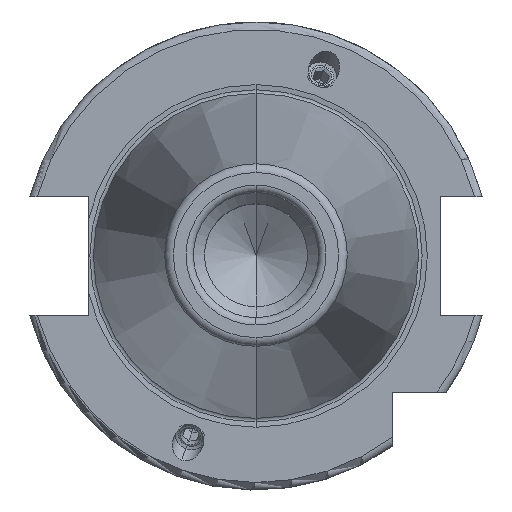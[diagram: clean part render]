
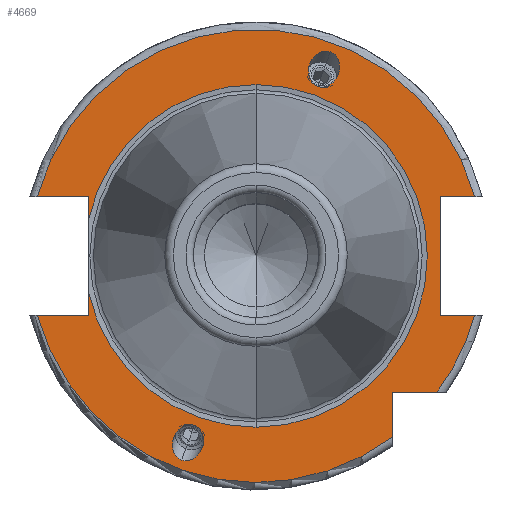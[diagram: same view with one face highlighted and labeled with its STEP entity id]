
A CAD part, top view. The second image highlights one B-rep face of the part: STEP entity #4669.
In plain terms, the highlighted planar face has unit normal (0, 0, 1).
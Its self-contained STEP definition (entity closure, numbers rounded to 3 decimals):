
#301=CARTESIAN_POINT('',(0,0,18.1));
#302=DIRECTION('',(0,0,1));
#303=DIRECTION('',(0,1,0));
#304=AXIS2_PLACEMENT_3D('',#301,#302,#303);
#314=CARTESIAN_POINT('',(0,0,18.1));
#315=DIRECTION('',(0,0,1));
#316=DIRECTION('',(-0.976,-0.22,0));
#317=AXIS2_PLACEMENT_3D('',#314,#315,#316);
#1312=CARTESIAN_POINT('',(0,0,18.1));
#1313=DIRECTION('',(0,0,1));
#1314=DIRECTION('',(0.965,0.262,0));
#1315=AXIS2_PLACEMENT_3D('',#1312,#1313,#1314);
#1363=CARTESIAN_POINT('',(0,0,18.1));
#1364=DIRECTION('',(0,0,1));
#1365=DIRECTION('',(-0.965,-0.262,0));
#1366=AXIS2_PLACEMENT_3D('',#1363,#1364,#1365);
#1379=DIRECTION('',(1,0,0));
#1380=VECTOR('',#1379,7.004);
#1381=CARTESIAN_POINT('',(-29.704,-8.05,18.1));
#1382=LINE('',#1381,#1380);
#1383=DIRECTION('',(0,1,0));
#1384=VECTOR('',#1383,2.939);
#1385=CARTESIAN_POINT('',(-22.7,-8.05,18.1));
#1386=LINE('',#1385,#1384);
#1387=DIRECTION('',(0,1,0));
#1388=VECTOR('',#1387,2.939);
#1389=CARTESIAN_POINT('',(-22.7,5.111,18.1));
#1390=LINE('',#1389,#1388);
#1391=DIRECTION('',(1,0,0));
#1392=VECTOR('',#1391,7.004);
#1393=CARTESIAN_POINT('',(-29.704,8.05,18.1));
#1394=LINE('',#1393,#1392);
#1395=DIRECTION('',(-1,0,0));
#1396=VECTOR('',#1395,4.704);
#1397=CARTESIAN_POINT('',(29.704,8.05,18.1));
#1398=LINE('',#1397,#1396);
#1399=DIRECTION('',(0,-1,0));
#1400=VECTOR('',#1399,16.1);
#1401=CARTESIAN_POINT('',(25,8.05,18.1));
#1402=LINE('',#1401,#1400);
#1403=DIRECTION('',(-1,0,0));
#1404=VECTOR('',#1403,4.704);
#1405=CARTESIAN_POINT('',(29.704,-8.05,18.1));
#1406=LINE('',#1405,#1404);
#1407=CARTESIAN_POINT('',(0,0,18.1));
#1408=DIRECTION('',(0,0,1));
#1409=DIRECTION('',(0.799,-0.601,0));
#1410=AXIS2_PLACEMENT_3D('',#1407,#1408,#1409);
#1412=DIRECTION('',(-1,0,0));
#1413=VECTOR('',#1412,6.094);
#1414=CARTESIAN_POINT('',(24.594,-18.5,18.1));
#1415=LINE('',#1414,#1413);
#1416=DIRECTION('',(0,1,0));
#1417=VECTOR('',#1416,6.094);
#1418=CARTESIAN_POINT('',(18.5,-24.594,18.1));
#1419=LINE('',#1418,#1417);
#1420=CARTESIAN_POINT('',(8.379,23.02,18.1));
#1421=CARTESIAN_POINT('',(8.152,23.103,18.1));
#1422=CARTESIAN_POINT('',(7.698,23.381,18.1));
#1423=CARTESIAN_POINT('',(7.208,24.17,18.1));
#1424=CARTESIAN_POINT('',(7.094,25.,18.1));
#1425=CARTESIAN_POINT('',(7.174,25.641,18.1));
#1426=CARTESIAN_POINT('',(7.298,26.077,18.1));
#1427=CARTESIAN_POINT('',(7.483,26.49,18.1));
#1428=CARTESIAN_POINT('',(7.834,27.033,18.1));
#1429=CARTESIAN_POINT('',(8.455,27.594,18.1));
#1430=CARTESIAN_POINT('',(9.337,27.884,18.1));
#1431=CARTESIAN_POINT('',(9.863,27.806,18.1));
#1432=CARTESIAN_POINT('',(10.09,27.723,18.1));
#1434=CARTESIAN_POINT('',(10.09,27.723,18.1));
#1435=CARTESIAN_POINT('',(10.318,27.641,18.1));
#1436=CARTESIAN_POINT('',(10.771,27.362,18.1));
#1437=CARTESIAN_POINT('',(11.261,26.573,18.1));
#1438=CARTESIAN_POINT('',(11.375,25.744,18.1));
#1439=CARTESIAN_POINT('',(11.295,25.103,18.1));
#1440=CARTESIAN_POINT('',(11.171,24.667,18.1));
#1441=CARTESIAN_POINT('',(10.986,24.253,18.1));
#1442=CARTESIAN_POINT('',(10.635,23.711,18.1));
#1443=CARTESIAN_POINT('',(10.014,23.149,18.1));
#1444=CARTESIAN_POINT('',(9.133,22.859,18.1));
#1445=CARTESIAN_POINT('',(8.606,22.937,18.1));
#1446=CARTESIAN_POINT('',(8.379,23.02,18.1));
#1448=CARTESIAN_POINT('',(-8.379,-23.02,18.1));
#1449=CARTESIAN_POINT('',(-8.606,-22.937,18.1));
#1450=CARTESIAN_POINT('',(-9.133,-22.859,18.1));
#1451=CARTESIAN_POINT('',(-10.014,-23.149,18.1));
#1452=CARTESIAN_POINT('',(-10.635,-23.711,18.1));
#1453=CARTESIAN_POINT('',(-10.986,-24.253,18.1));
#1454=CARTESIAN_POINT('',(-11.171,-24.667,18.1));
#1455=CARTESIAN_POINT('',(-11.295,-25.103,18.1));
#1456=CARTESIAN_POINT('',(-11.375,-25.744,18.1));
#1457=CARTESIAN_POINT('',(-11.261,-26.573,18.1));
#1458=CARTESIAN_POINT('',(-10.771,-27.362,18.1));
#1459=CARTESIAN_POINT('',(-10.318,-27.641,18.1));
#1460=CARTESIAN_POINT('',(-10.09,-27.723,18.1));
#1462=CARTESIAN_POINT('',(-10.09,-27.723,18.1));
#1463=CARTESIAN_POINT('',(-9.863,-27.806,18.1));
#1464=CARTESIAN_POINT('',(-9.337,-27.884,18.1));
#1465=CARTESIAN_POINT('',(-8.455,-27.594,18.1));
#1466=CARTESIAN_POINT('',(-7.834,-27.033,18.1));
#1467=CARTESIAN_POINT('',(-7.483,-26.49,18.1));
#1468=CARTESIAN_POINT('',(-7.298,-26.077,18.1));
#1469=CARTESIAN_POINT('',(-7.174,-25.641,18.1));
#1470=CARTESIAN_POINT('',(-7.094,-25.,18.1));
#1471=CARTESIAN_POINT('',(-7.208,-24.17,18.1));
#1472=CARTESIAN_POINT('',(-7.698,-23.381,18.1));
#1473=CARTESIAN_POINT('',(-8.152,-23.103,18.1));
#1474=CARTESIAN_POINT('',(-8.379,-23.02,18.1));
#1476=CARTESIAN_POINT('',(0,0,18.1));
#1477=DIRECTION('',(0,0,-1));
#1478=DIRECTION('',(0,1,0));
#1479=AXIS2_PLACEMENT_3D('',#1476,#1477,#1478);
#2742=CARTESIAN_POINT('',(-29.704,-8.05,18.1));
#2743=CARTESIAN_POINT('',(-22.7,-8.05,18.1));
#2744=VERTEX_POINT('',#2742);
#2745=VERTEX_POINT('',#2743);
#2746=CARTESIAN_POINT('',(-22.7,-5.111,18.1));
#2747=VERTEX_POINT('',#2746);
#2748=CARTESIAN_POINT('',(-22.7,5.111,18.1));
#2749=CARTESIAN_POINT('',(-22.7,8.05,18.1));
#2750=VERTEX_POINT('',#2748);
#2751=VERTEX_POINT('',#2749);
#2752=CARTESIAN_POINT('',(-29.704,8.05,18.1));
#2753=VERTEX_POINT('',#2752);
#2754=CARTESIAN_POINT('',(25,8.05,18.1));
#2755=CARTESIAN_POINT('',(25,-8.05,18.1));
#2756=VERTEX_POINT('',#2754);
#2757=VERTEX_POINT('',#2755);
#2758=CARTESIAN_POINT('',(29.704,-8.05,18.1));
#2759=VERTEX_POINT('',#2758);
#2760=CARTESIAN_POINT('',(29.704,8.05,18.1));
#2761=VERTEX_POINT('',#2760);
#2762=CARTESIAN_POINT('',(18.5,-24.594,18.1));
#2763=CARTESIAN_POINT('',(18.5,-18.5,18.1));
#2764=VERTEX_POINT('',#2762);
#2765=VERTEX_POINT('',#2763);
#2766=CARTESIAN_POINT('',(24.594,-18.5,18.1));
#2767=VERTEX_POINT('',#2766);
#2814=CARTESIAN_POINT('',(0,23.268,18.1));
#2815=VERTEX_POINT('',#2814);
#2816=CARTESIAN_POINT('',(0,-23.268,18.1));
#2817=VERTEX_POINT('',#2816);
#2858=CARTESIAN_POINT('',(8.379,23.02,18.1));
#2860=VERTEX_POINT('',#2858);
#2866=VERTEX_POINT('',#1432);
#2887=CARTESIAN_POINT('',(-8.379,-23.02,18.1));
#2889=VERTEX_POINT('',#2887);
#2895=CARTESIAN_POINT('',(-10.09,-27.723,18.1));
#2896=VERTEX_POINT('',#2895);
#4631=CARTESIAN_POINT('',(0,0,18.1));
#4632=DIRECTION('',(0,0,-1));
#4633=DIRECTION('',(0,-1,0));
#4634=AXIS2_PLACEMENT_3D('',#4631,#4632,#4633);
#4635=PLANE('',#4634);
#4636=ORIENTED_EDGE('',*,*,#4149,.T.);
#4637=ORIENTED_EDGE('',*,*,#3481,.T.);
#4638=ORIENTED_EDGE('',*,*,#3460,.T.);
#4640=ORIENTED_EDGE('',*,*,#4639,.F.);
#4641=ORIENTED_EDGE('',*,*,#3453,.T.);
#4642=ORIENTED_EDGE('',*,*,#3478,.T.);
#4643=ORIENTED_EDGE('',*,*,#4561,.F.);
#4644=ORIENTED_EDGE('',*,*,#4608,.F.);
#4646=ORIENTED_EDGE('',*,*,#4645,.T.);
#4648=ORIENTED_EDGE('',*,*,#4647,.T.);
#4649=ORIENTED_EDGE('',*,*,#4219,.F.);
#4650=ORIENTED_EDGE('',*,*,#4598,.F.);
#4651=ORIENTED_EDGE('',*,*,#4503,.T.);
#4653=ORIENTED_EDGE('',*,*,#4652,.F.);
#4654=ORIENTED_EDGE('',*,*,#4624,.F.);
#4655=EDGE_LOOP('',(#4636,#4637,#4638,#4640,#4641,#4642,#4643,#4644,#4646,#4648,
#4649,#4650,#4651,#4653,#4654));
#4656=FACE_OUTER_BOUND('',#4655,.F.);
#4658=ORIENTED_EDGE('',*,*,#4657,.F.);
#4660=ORIENTED_EDGE('',*,*,#4659,.F.);
#4661=EDGE_LOOP('',(#4658,#4660));
#4662=FACE_BOUND('',#4661,.F.);
#4664=ORIENTED_EDGE('',*,*,#4663,.T.);
#4666=ORIENTED_EDGE('',*,*,#4665,.T.);
#4667=EDGE_LOOP('',(#4664,#4666));
#4668=FACE_BOUND('',#4667,.F.);
#4669=ADVANCED_FACE('',(#4656,#4662,#4668),#4635,.F.);
#305=CIRCLE('',#304,23.268);
#318=CIRCLE('',#317,23.268);
#1316=CIRCLE('',#1315,30.775);
#1367=CIRCLE('',#1366,30.775);
#1411=CIRCLE('',#1410,30.775);
#1433=B_SPLINE_CURVE_WITH_KNOTS('',3,(#1420,#1421,#1422,#1423,#1424,#1425,#1426,
#1427,#1428,#1429,#1430,#1431,#1432),.UNSPECIFIED.,.F.,.F.,(4,1,1,1,1,1,1,1,1,1,
4),(0,0.125,0.25,0.375,0.438,0.5,0.563,0.625,0.75,0.875,
1.0),.UNSPECIFIED.);
#1447=B_SPLINE_CURVE_WITH_KNOTS('',3,(#1434,#1435,#1436,#1437,#1438,#1439,#1440,
#1441,#1442,#1443,#1444,#1445,#1446),.UNSPECIFIED.,.F.,.F.,(4,1,1,1,1,1,1,1,1,1,
4),(0,0.125,0.25,0.375,0.438,0.5,0.563,0.625,0.75,0.875,
1.0),.UNSPECIFIED.);
#1461=B_SPLINE_CURVE_WITH_KNOTS('',3,(#1448,#1449,#1450,#1451,#1452,#1453,#1454,
#1455,#1456,#1457,#1458,#1459,#1460),.UNSPECIFIED.,.F.,.F.,(4,1,1,1,1,1,1,1,1,1,
4),(0,0.125,0.25,0.375,0.438,0.5,0.563,0.625,0.75,0.875,
1.0),.UNSPECIFIED.);
#1475=B_SPLINE_CURVE_WITH_KNOTS('',3,(#1462,#1463,#1464,#1465,#1466,#1467,#1468,
#1469,#1470,#1471,#1472,#1473,#1474),.UNSPECIFIED.,.F.,.F.,(4,1,1,1,1,1,1,1,1,1,
4),(0,0.125,0.25,0.375,0.438,0.5,0.563,0.625,0.75,0.875,
1.0),.UNSPECIFIED.);
#1480=CIRCLE('',#1479,23.268);
#3453=EDGE_CURVE('',#2815,#2750,#305,.T.);
#3460=EDGE_CURVE('',#2747,#2817,#318,.T.);
#3478=EDGE_CURVE('',#2750,#2751,#1390,.T.);
#3481=EDGE_CURVE('',#2745,#2747,#1386,.T.);
#4149=EDGE_CURVE('',#2744,#2745,#1382,.T.);
#4219=EDGE_CURVE('',#2759,#2757,#1406,.T.);
#4503=EDGE_CURVE('',#2767,#2765,#1415,.T.);
#4561=EDGE_CURVE('',#2753,#2751,#1394,.T.);
#4598=EDGE_CURVE('',#2767,#2759,#1411,.T.);
#4608=EDGE_CURVE('',#2761,#2753,#1316,.T.);
#4624=EDGE_CURVE('',#2744,#2764,#1367,.T.);
#4639=EDGE_CURVE('',#2815,#2817,#1480,.T.);
#4645=EDGE_CURVE('',#2761,#2756,#1398,.T.);
#4647=EDGE_CURVE('',#2756,#2757,#1402,.T.);
#4652=EDGE_CURVE('',#2764,#2765,#1419,.T.);
#4657=EDGE_CURVE('',#2860,#2866,#1433,.T.);
#4659=EDGE_CURVE('',#2866,#2860,#1447,.T.);
#4663=EDGE_CURVE('',#2889,#2896,#1461,.T.);
#4665=EDGE_CURVE('',#2896,#2889,#1475,.T.);
